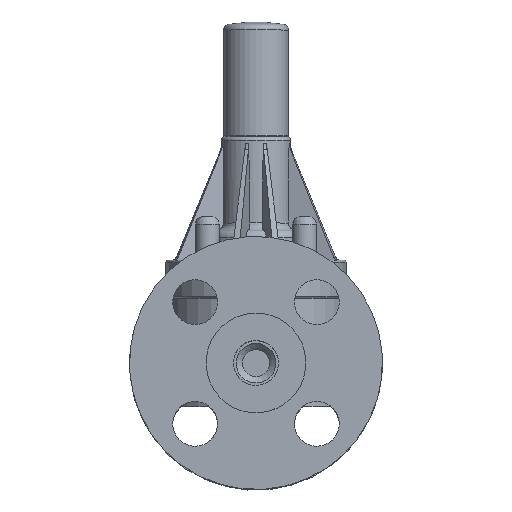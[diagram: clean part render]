
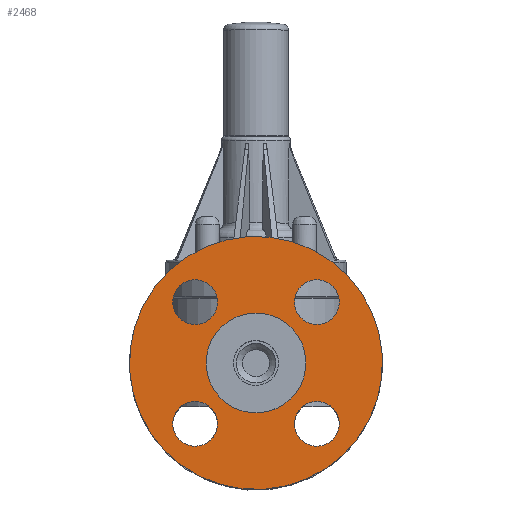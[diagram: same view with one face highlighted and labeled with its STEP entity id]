
A CAD part, top view. The second image highlights one B-rep face of the part: STEP entity #2468.
In plain terms, the highlighted planar face has unit normal (0, 0, 1).
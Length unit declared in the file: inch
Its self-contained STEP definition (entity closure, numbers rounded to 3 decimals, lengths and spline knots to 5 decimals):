
#2204=CARTESIAN_POINT('',(-1.13892,1.52873,3.013));
#2205=VERTEX_POINT('',#2204);
#2206=CARTESIAN_POINT('',(-0.84146,1.44146,3.013));
#2207=DIRECTION('',(0.,0.,1.0));
#2208=DIRECTION('',(0.707,0.707,0.));
#2209=AXIS2_PLACEMENT_3D('',#2206,#2207,#2208);
#2210=CIRCLE('',#2209,0.31);
#2211=EDGE_CURVE('',#2205,#2205,#2210,.T.);
#2224=CARTESIAN_POINT('',(-0.92873,-0.53892,3.013));
#2225=VERTEX_POINT('',#2224);
#2226=CARTESIAN_POINT('',(-0.84146,-0.24146,3.013));
#2227=DIRECTION('',(0.,0.,1.0));
#2228=DIRECTION('',(0.707,0.707,0.));
#2229=AXIS2_PLACEMENT_3D('',#2226,#2227,#2228);
#2230=CIRCLE('',#2229,0.31);
#2231=EDGE_CURVE('',#2225,#2225,#2230,.T.);
#2244=CARTESIAN_POINT('',(1.13892,-0.32873,3.013));
#2245=VERTEX_POINT('',#2244);
#2246=CARTESIAN_POINT('',(0.84146,-0.24146,3.013));
#2247=DIRECTION('',(0.,0.,1.0));
#2248=DIRECTION('',(0.707,0.707,0.));
#2249=AXIS2_PLACEMENT_3D('',#2246,#2247,#2248);
#2250=CIRCLE('',#2249,0.31);
#2251=EDGE_CURVE('',#2245,#2245,#2250,.T.);
#2272=CARTESIAN_POINT('',(0.66209,0.40574,3.013));
#2273=VERTEX_POINT('',#2272);
#2274=CARTESIAN_POINT('',(0.,0.6,3.013));
#2275=DIRECTION('',(0.,0.,1.0));
#2276=DIRECTION('',(0.707,0.707,0.));
#2277=AXIS2_PLACEMENT_3D('',#2274,#2275,#2276);
#2278=CIRCLE('',#2277,0.69);
#2279=EDGE_CURVE('',#2273,#2273,#2278,.T.);
#2410=CARTESIAN_POINT('',(1.67921,0.10731,3.013));
#2411=VERTEX_POINT('',#2410);
#2412=CARTESIAN_POINT('',(0.,0.6,3.013));
#2413=DIRECTION('',(0.,0.,1.));
#2414=DIRECTION('',(0.707,0.707,0.));
#2415=AXIS2_PLACEMENT_3D('',#2412,#2413,#2414);
#2416=CIRCLE('',#2415,1.75);
#2417=EDGE_CURVE('',#2411,#2411,#2416,.T.);
#2433=CARTESIAN_POINT('',(0.92873,1.73892,3.013));
#2434=VERTEX_POINT('',#2433);
#2435=CARTESIAN_POINT('',(0.84146,1.44146,3.013));
#2436=DIRECTION('',(0.,0.,1.0));
#2437=DIRECTION('',(0.707,0.707,0.));
#2438=AXIS2_PLACEMENT_3D('',#2435,#2436,#2437);
#2439=CIRCLE('',#2438,0.31);
#2440=EDGE_CURVE('',#2434,#2434,#2439,.T.);
#2445=CARTESIAN_POINT('',(0.4879,0.1121,3.013));
#2446=DIRECTION('',(0.0,0.0,1.0));
#2447=DIRECTION('',(-0.707,-0.707,0.0));
#2448=AXIS2_PLACEMENT_3D('',#2445,#2446,#2447);
#2449=PLANE('',#2448);
#2450=ORIENTED_EDGE('',*,*,#2417,.T.);
#2451=EDGE_LOOP('',(#2450));
#2452=FACE_OUTER_BOUND('',#2451,.T.);
#2453=ORIENTED_EDGE('',*,*,#2251,.F.);
#2454=EDGE_LOOP('',(#2453));
#2455=FACE_BOUND('',#2454,.T.);
#2456=ORIENTED_EDGE('',*,*,#2231,.F.);
#2457=EDGE_LOOP('',(#2456));
#2458=FACE_BOUND('',#2457,.T.);
#2459=ORIENTED_EDGE('',*,*,#2211,.F.);
#2460=EDGE_LOOP('',(#2459));
#2461=FACE_BOUND('',#2460,.T.);
#2462=ORIENTED_EDGE('',*,*,#2279,.F.);
#2463=EDGE_LOOP('',(#2462));
#2464=FACE_BOUND('',#2463,.T.);
#2465=ORIENTED_EDGE('',*,*,#2440,.F.);
#2466=EDGE_LOOP('',(#2465));
#2467=FACE_BOUND('',#2466,.T.);
#2468=ADVANCED_FACE('',(#2452,#2455,#2458,#2461,#2464,#2467),#2449,.T.);
